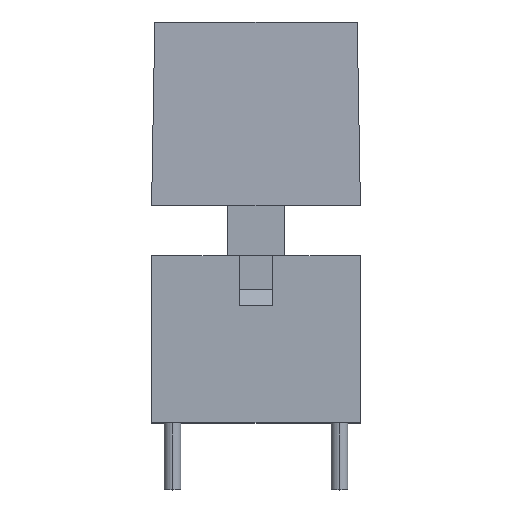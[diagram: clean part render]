
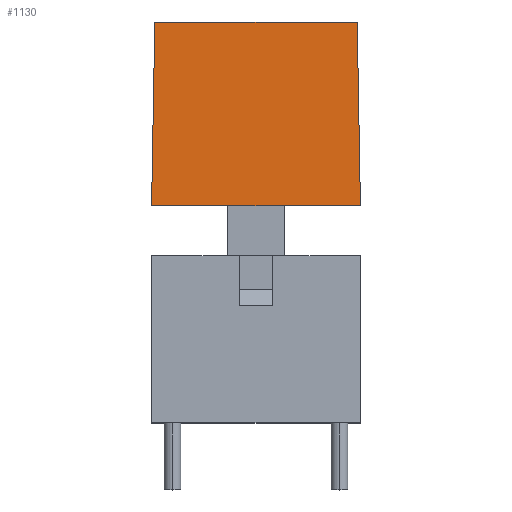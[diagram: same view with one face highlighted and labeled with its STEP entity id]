
A CAD part, top view. The second image highlights one B-rep face of the part: STEP entity #1130.
In plain terms, the highlighted planar face has unit normal (0, 0.018, 1).
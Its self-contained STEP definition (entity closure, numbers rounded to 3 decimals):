
#170 = DIRECTION ( 'NONE',  ( 0.017, -1., 0.017 ) ) ;
#235 = CARTESIAN_POINT ( 'NONE',  ( -19.926, 13.126, -5.223 ) ) ;
#251 = DIRECTION ( 'NONE',  ( -0.017, -1., 0.017 ) ) ;
#332 = CARTESIAN_POINT ( 'NONE',  ( -32.424, 24., -5.413 ) ) ;
#333 = DIRECTION ( 'NONE',  ( 1., 0., 0. ) ) ;
#334 = CARTESIAN_POINT ( 'NONE',  ( -32.424, 13., -5.221 ) ) ;
#337 = DIRECTION ( 'NONE',  ( 1., 0., 0. ) ) ;
#361 = CARTESIAN_POINT ( 'NONE',  ( -32.424, 13., -5.221 ) ) ;
#375 = PLANE ( 'NONE',  #827 ) ;
#395 = CARTESIAN_POINT ( 'NONE',  ( -32.424, 13., -5.221 ) ) ;
#396 = DIRECTION ( 'NONE',  ( 0., 0.017, 1. ) ) ;
#407 = DIRECTION ( 'NONE',  ( 0., -1., 0.017 ) ) ;
#500 = VECTOR ( 'NONE', #170, 1000. ) ;
#510 = LINE ( 'NONE', #235, #500 ) ;
#531 = LINE ( 'NONE', #334, #532 ) ;
#532 = VECTOR ( 'NONE', #337, 1000. ) ;
#536 = LINE ( 'NONE', #332, #537 ) ;
#537 = VECTOR ( 'NONE', #333, 1000. ) ;
#554 = LINE ( 'NONE', #361, #556 ) ;
#556 = VECTOR ( 'NONE', #251, 1000. ) ;
#605 = FACE_OUTER_BOUND ( 'NONE', #1174, .T. ) ;
#791 = EDGE_CURVE ( 'NONE', #1447, #1429, #510, .T. ) ;
#805 = EDGE_CURVE ( 'NONE', #1455, #1429, #531, .T. ) ;
#811 = EDGE_CURVE ( 'NONE', #1446, #1447, #536, .T. ) ;
#827 = AXIS2_PLACEMENT_3D ( 'NONE', #395, #396, #407 ) ;
#828 = EDGE_CURVE ( 'NONE', #1446, #1455, #554, .T. ) ;
#905 = CARTESIAN_POINT ( 'NONE',  ( -20.116, 24., -5.413 ) ) ;
#913 = CARTESIAN_POINT ( 'NONE',  ( -32.232, 24., -5.413 ) ) ;
#1065 = CARTESIAN_POINT ( 'NONE',  ( -19.924, 13., -5.221 ) ) ;
#1076 = CARTESIAN_POINT ( 'NONE',  ( -32.424, 13., -5.221 ) ) ;
#1130 = ADVANCED_FACE ( 'NONE', ( #605 ), #375, .T. ) ;
#1174 = EDGE_LOOP ( 'NONE', ( #1373, #1374, #1375, #1376 ) ) ;
#1373 = ORIENTED_EDGE ( 'NONE', *, *, #805, .T. ) ;
#1374 = ORIENTED_EDGE ( 'NONE', *, *, #791, .F. ) ;
#1375 = ORIENTED_EDGE ( 'NONE', *, *, #811, .F. ) ;
#1376 = ORIENTED_EDGE ( 'NONE', *, *, #828, .T. ) ;
#1429 = VERTEX_POINT ( 'NONE', #1065 ) ;
#1446 = VERTEX_POINT ( 'NONE', #913 ) ;
#1447 = VERTEX_POINT ( 'NONE', #905 ) ;
#1455 = VERTEX_POINT ( 'NONE', #1076 ) ;
